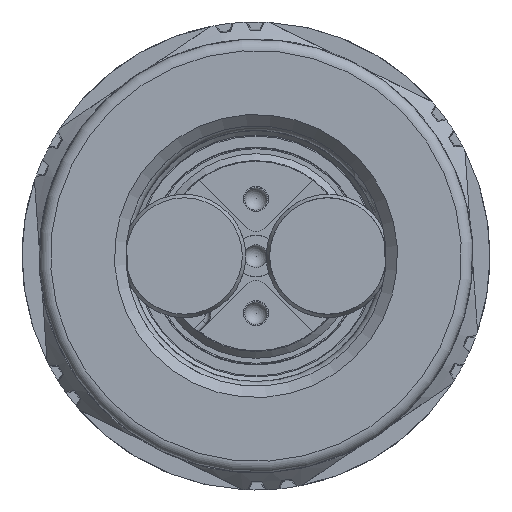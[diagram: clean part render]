
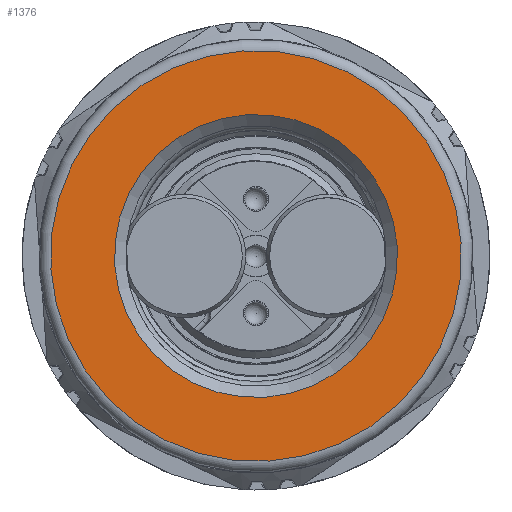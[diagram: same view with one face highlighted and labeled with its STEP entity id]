
A CAD part, front view. The second image highlights one B-rep face of the part: STEP entity #1376.
In plain terms, the highlighted planar face has unit normal (0, -1, 0).
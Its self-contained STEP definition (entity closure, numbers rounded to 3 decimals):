
#258=PLANE('',#11889);
#545=FACE_BOUND('',#2772,.T.);
#546=FACE_BOUND('',#2773,.T.);
#1376=ADVANCED_FACE('',(#545,#546),#258,.T.);
#2772=EDGE_LOOP('',(#5506));
#2773=EDGE_LOOP('',(#5507));
#3391=CIRCLE('',#11886,6.2);
#3392=CIRCLE('',#11888,9.);
#5506=ORIENTED_EDGE('',*,*,#8937,.F.);
#5507=ORIENTED_EDGE('',*,*,#8938,.T.);
#7506=VERTEX_POINT('',#19310);
#7507=VERTEX_POINT('',#19313);
#8937=EDGE_CURVE('',#7506,#7506,#3391,.T.);
#8938=EDGE_CURVE('',#7507,#7507,#3392,.T.);
#11886=AXIS2_PLACEMENT_3D('',#19309,#14197,#14198);
#11888=AXIS2_PLACEMENT_3D('',#19312,#14201,#14202);
#11889=AXIS2_PLACEMENT_3D('',#19314,#14203,#14204);
#14197=DIRECTION('',(0.,-1.,0.));
#14198=DIRECTION('',(-0.07,0.,0.998));
#14201=DIRECTION('',(0.,-1.,0.));
#14202=DIRECTION('',(-0.064,0.,0.998));
#14203=DIRECTION('',(0.,-1.,0.));
#14204=DIRECTION('',(0.07,0.,-0.998));
#19309=CARTESIAN_POINT('',(0.,-47.85,0.));
#19310=CARTESIAN_POINT('',(-0.432,-47.85,6.185));
#19312=CARTESIAN_POINT('',(0.,-47.85,0.));
#19313=CARTESIAN_POINT('',(-0.58,-47.85,8.981));
#19314=CARTESIAN_POINT('',(0.,-47.85,0.));
